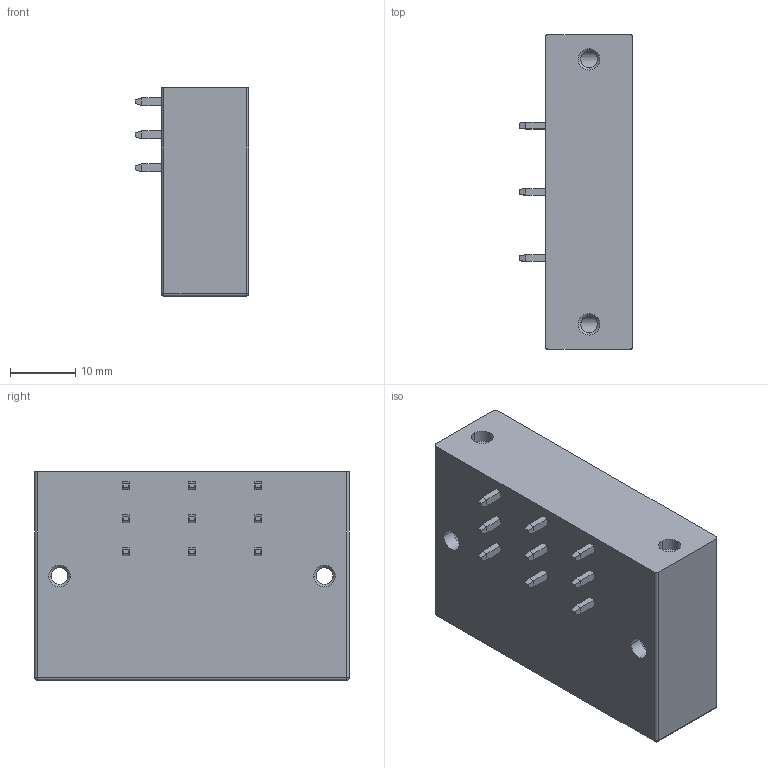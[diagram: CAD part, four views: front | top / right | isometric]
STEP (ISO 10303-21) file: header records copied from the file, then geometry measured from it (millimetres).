
FILE_DESCRIPTION((''),'2;1');
FILE_NAME('TLPHW-800RL-XXP-X','2024-09-10T14:48:01',('yanfa'),(''),'CREO PARAMETRIC BY PTC INC, 2018100','CREO PARAMETRIC BY PTC INC, 2018100','');
FILE_SCHEMA(('AUTOMOTIVE_DESIGN { 1 0 10303 214 1 1 1 1 }'));
Length unit declared in the file: millimetre
Products named in the file (1): TLPHW-800RL-XXP-X
Bounding box: 17.4 x 48.24 x 32 mm (x, y, z)
Volume: 17585.4 mm3; surface area: 7477.6 mm2
Topology: 1 solids, 1 shells, 229 faces, 556 edges, 346 vertices
Faces by surface type: plane 138, cylinder 69, cone 15, sphere 4, bspline 3
Entity records: 6892 total; most frequent: CARTESIAN_POINT 1390, ORIENTED_EDGE 1112, DIRECTION 1111, EDGE_CURVE 556, VECTOR 398, LINE 398, AXIS2_PLACEMENT_3D 355, VERTEX_POINT 346
